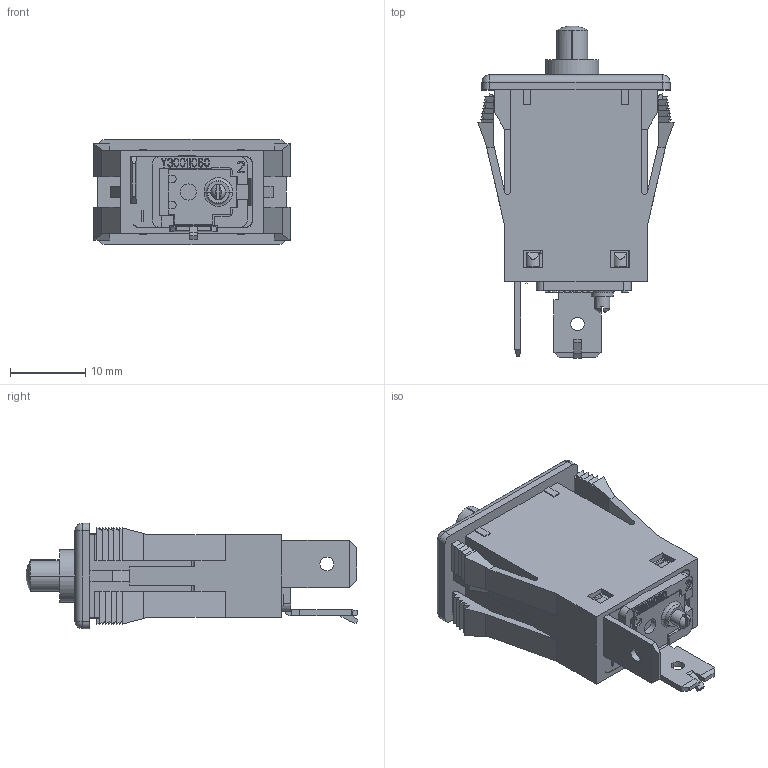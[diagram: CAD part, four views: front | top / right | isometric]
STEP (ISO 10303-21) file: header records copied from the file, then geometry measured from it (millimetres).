
FILE_DESCRIPTION((''),'2;1');
FILE_NAME('DUMMY_105_P10_DIREKT','2024-02-27T08:10:08',('wschmidt'),(''),'CREO PARAMETRIC BY PTC INC, 2022484','CREO PARAMETRIC BY PTC INC, 2022484','');
FILE_SCHEMA(('AUTOMOTIVE_DESIGN { 1 0 10303 214 1 1 1 1 }'));
Length unit declared in the file: millimetre
Products named in the file (1): DUMMY_105_P10_DIREKT
Bounding box: 26.1 x 44.13 x 14 mm (x, y, z)
Volume: 6265.4 mm3; surface area: 4899.1 mm2
Topology: 1 solids, 1 shells, 815 faces, 2300 edges, 1510 vertices
Faces by surface type: plane 714, cylinder 81, sphere 12, torus 4, cone 4
Entity records: 34040 total; most frequent: CARTESIAN_POINT 4752, ORIENTED_EDGE 4596, DIRECTION 4096, PRESENTATION_STYLE_ASSIGNMENT 2387, STYLED_ITEM 2299, CURVE_STYLE 2298, EDGE_CURVE 2298, VECTOR 2080
